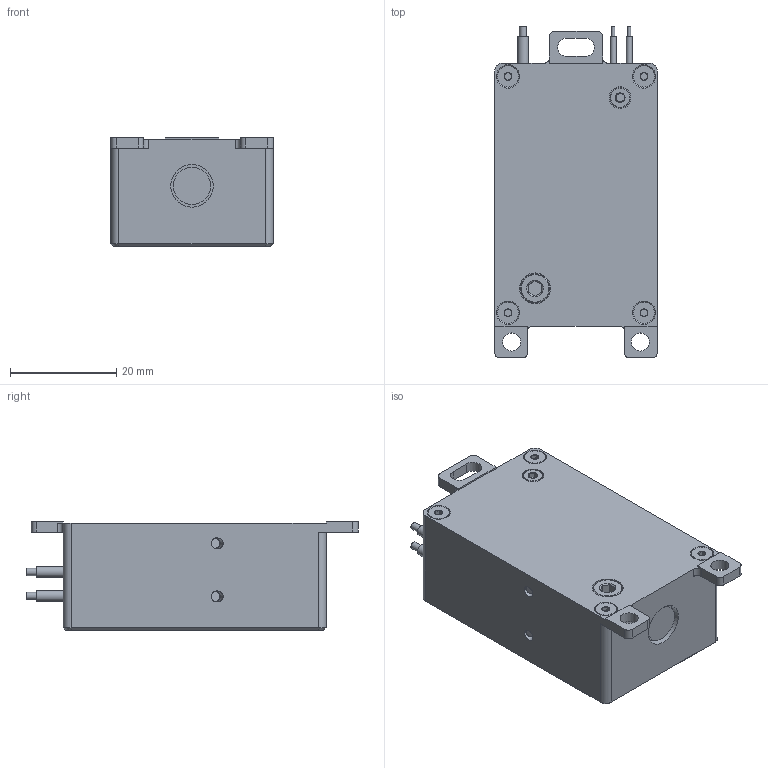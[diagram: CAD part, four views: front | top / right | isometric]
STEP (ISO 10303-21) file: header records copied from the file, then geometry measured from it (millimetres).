
FILE_DESCRIPTION(/* description */ (''),/* implementation_level */ '2;1');
FILE_NAME(/* name */ 'Ranger 1.5 v4.step',/* time_stamp */ '2024-10-03T10:10:06+03:00',/* author */ (''),/* organization */ (''),/* preprocessor_version */ 'ST-DEVELOPER v20',/* originating_system */ 'Autodesk Translation Framework v13.20.0.188',/* authorisation */ '');
FILE_SCHEMA (('AUTOMOTIVE_DESIGN { 1 0 10303 214 3 1 1 }'));
Length unit declared in the file: millimetre
Products named in the file (2): !assembly v3 brėžiniui/renderiui; KUR5_01_03 v4
Assembly tree (1 placements, depth 2):
  !assembly v3 brėžiniui/renderiui
    KUR5_01_03 v4
Bounding box: 30.6 x 62.5 x 20.5 mm (x, y, z)
Volume: 30681.2 mm3; surface area: 7183.8 mm2
Topology: 1 solids, 1 shells, 257 faces, 559 edges, 342 vertices
Faces by surface type: plane 120, cylinder 76, cone 57, bspline 4
Full cylindrical faces by diameter (mm): 0.58 x4, 1.14 x4, 1.3 x4, 1.35 x2, 1.623 x2, 1.915 x10, 2.01 x2, 2.075 x8, 2.2 x2, 3.4 x2, 3.8 x1, 4 x6, 4.1 x1, 5.5 x1, 5.8 x1, 7 x1, 8 x1
Entity records: 10935 total; most frequent: CARTESIAN_POINT 5335, DIRECTION 1143, ORIENTED_EDGE 1114, EDGE_CURVE 557, AXIS2_PLACEMENT_3D 438, VERTEX_POINT 342, EDGE_LOOP 303, LINE 267
